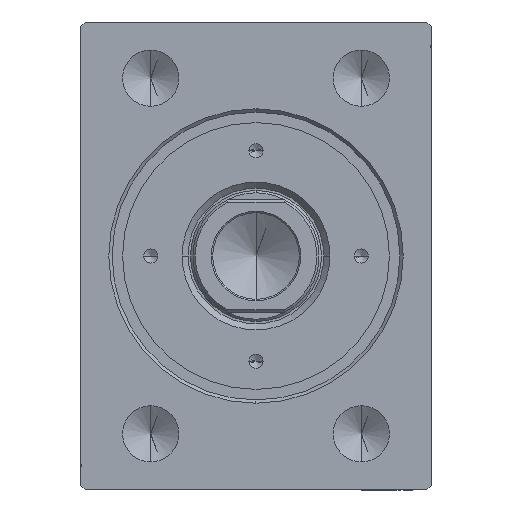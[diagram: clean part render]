
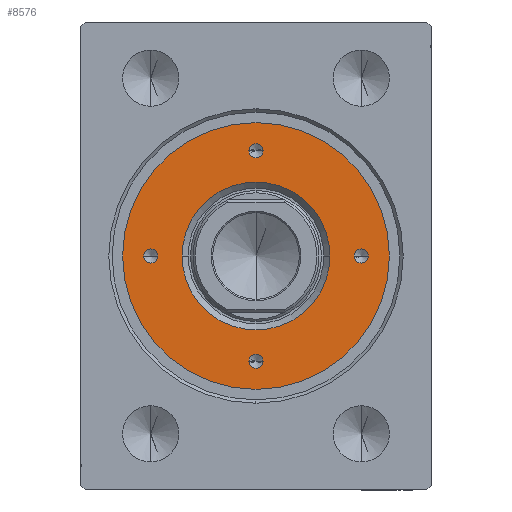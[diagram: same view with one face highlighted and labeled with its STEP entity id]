
A CAD part, left-side view. The second image highlights one B-rep face of the part: STEP entity #8576.
In plain terms, the highlighted face is planar.
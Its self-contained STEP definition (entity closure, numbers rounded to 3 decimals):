
#53 = DIRECTION ( 'NONE',  ( 1., 0., 0. ) ) ;
#998 = EDGE_CURVE ( 'NONE', #39414, #9058, #6345, .T. ) ;
#1050 = CIRCLE ( 'NONE', #8840, 28.5 ) ;
#2509 = CARTESIAN_POINT ( 'NONE',  ( 0., -22.5, 10. ) ) ;
#2778 = CIRCLE ( 'NONE', #42560, 1.5 ) ;
#3380 = CARTESIAN_POINT ( 'NONE',  ( 22.5, 0., 10. ) ) ;
#3452 = DIRECTION ( 'NONE',  ( 1., 0., 0. ) ) ;
#3516 = DIRECTION ( 'NONE',  ( 0., 0., -1. ) ) ;
#4154 = CARTESIAN_POINT ( 'NONE',  ( -22.5, 0., 10. ) ) ;
#4194 = CARTESIAN_POINT ( 'NONE',  ( 15.8, 0., 10. ) ) ;
#4245 = CIRCLE ( 'NONE', #29120, 1.5 ) ;
#4394 = CARTESIAN_POINT ( 'NONE',  ( -1.5, 22.5, 10. ) ) ;
#4503 = CARTESIAN_POINT ( 'NONE',  ( -21., 0., 10. ) ) ;
#5341 = AXIS2_PLACEMENT_3D ( 'NONE', #16020, #12456, #26043 ) ;
#5809 = DIRECTION ( 'NONE',  ( 1., 0., 0. ) ) ;
#5944 = AXIS2_PLACEMENT_3D ( 'NONE', #2509, #39890, #9385 ) ;
#6345 = CIRCLE ( 'NONE', #31196, 1.5 ) ;
#6672 = ORIENTED_EDGE ( 'NONE', *, *, #15143, .F. ) ;
#6977 = EDGE_CURVE ( 'NONE', #17907, #21713, #4245, .T. ) ;
#8047 = FACE_BOUND ( 'NONE', #10880, .T. ) ;
#8185 = DIRECTION ( 'NONE',  ( 0., 0., 1. ) ) ;
#8489 = DIRECTION ( 'NONE',  ( 0., 0., 1. ) ) ;
#8576 = ADVANCED_FACE ( 'NONE', ( #31651, #28310, #38319, #17846, #8047, #18288 ), #15166, .T. ) ;
#8840 = AXIS2_PLACEMENT_3D ( 'NONE', #12689, #22925, #29840 ) ;
#8924 = DIRECTION ( 'NONE',  ( 1., 0., 0. ) ) ;
#9034 = AXIS2_PLACEMENT_3D ( 'NONE', #4154, #40889, #27525 ) ;
#9058 = VERTEX_POINT ( 'NONE', #4394 ) ;
#9385 = DIRECTION ( 'NONE',  ( 1., 0., 0. ) ) ;
#10184 = DIRECTION ( 'NONE',  ( 0., 0., 1. ) ) ;
#10265 = DIRECTION ( 'NONE',  ( 1., 0., 0. ) ) ;
#10465 = AXIS2_PLACEMENT_3D ( 'NONE', #23692, #31036, #3452 ) ;
#10821 = CIRCLE ( 'NONE', #17242, 28.5 ) ;
#10880 = EDGE_LOOP ( 'NONE', ( #12189, #11845 ) ) ;
#11073 = CARTESIAN_POINT ( 'NONE',  ( -22.5, 0., 10. ) ) ;
#11736 = CIRCLE ( 'NONE', #28077, 15.8 ) ;
#11785 = VERTEX_POINT ( 'NONE', #19862 ) ;
#11845 = ORIENTED_EDGE ( 'NONE', *, *, #32232, .T. ) ;
#12189 = ORIENTED_EDGE ( 'NONE', *, *, #27682, .T. ) ;
#12447 = DIRECTION ( 'NONE',  ( 0., 0., 1. ) ) ;
#12456 = DIRECTION ( 'NONE',  ( 0., 0., -1. ) ) ;
#12602 = CIRCLE ( 'NONE', #9034, 1.5 ) ;
#12689 = CARTESIAN_POINT ( 'NONE',  ( 0., 0., 10. ) ) ;
#12811 = ORIENTED_EDGE ( 'NONE', *, *, #18379, .F. ) ;
#12939 = CIRCLE ( 'NONE', #17217, 1.5 ) ;
#12990 = VERTEX_POINT ( 'NONE', #4503 ) ;
#13667 = ORIENTED_EDGE ( 'NONE', *, *, #20022, .F. ) ;
#14358 = ORIENTED_EDGE ( 'NONE', *, *, #23057, .F. ) ;
#15143 = EDGE_CURVE ( 'NONE', #28040, #32845, #25739, .T. ) ;
#15166 = PLANE ( 'NONE',  #41955 ) ;
#15592 = DIRECTION ( 'NONE',  ( 0., 0., 1. ) ) ;
#16020 = CARTESIAN_POINT ( 'NONE',  ( 0., 0., 10. ) ) ;
#16276 = CARTESIAN_POINT ( 'NONE',  ( 24., 0., 10. ) ) ;
#17039 = VERTEX_POINT ( 'NONE', #19471 ) ;
#17159 = DIRECTION ( 'NONE',  ( 0., 0., 1. ) ) ;
#17217 = AXIS2_PLACEMENT_3D ( 'NONE', #28291, #24729, #10265 ) ;
#17242 = AXIS2_PLACEMENT_3D ( 'NONE', #27331, #10184, #37355 ) ;
#17433 = CARTESIAN_POINT ( 'NONE',  ( 1.5, -22.5, 10. ) ) ;
#17703 = ORIENTED_EDGE ( 'NONE', *, *, #38521, .F. ) ;
#17846 = FACE_BOUND ( 'NONE', #26936, .T. ) ;
#17907 = VERTEX_POINT ( 'NONE', #17433 ) ;
#18288 = FACE_OUTER_BOUND ( 'NONE', #35471, .T. ) ;
#18315 = ORIENTED_EDGE ( 'NONE', *, *, #6977, .F. ) ;
#18379 = EDGE_CURVE ( 'NONE', #19466, #12990, #2778, .T. ) ;
#19466 = VERTEX_POINT ( 'NONE', #37753 ) ;
#19471 = CARTESIAN_POINT ( 'NONE',  ( -15.8, 0., 10. ) ) ;
#19674 = VERTEX_POINT ( 'NONE', #24774 ) ;
#19862 = CARTESIAN_POINT ( 'NONE',  ( -28.5, 0., 10. ) ) ;
#20022 = EDGE_CURVE ( 'NONE', #32845, #28040, #12939, .T. ) ;
#21150 = EDGE_CURVE ( 'NONE', #11785, #19674, #10821, .T. ) ;
#21713 = VERTEX_POINT ( 'NONE', #40377 ) ;
#22685 = EDGE_LOOP ( 'NONE', ( #32989, #17703 ) ) ;
#22925 = DIRECTION ( 'NONE',  ( 0., 0., 1. ) ) ;
#23057 = EDGE_CURVE ( 'NONE', #21713, #17907, #42190, .T. ) ;
#23692 = CARTESIAN_POINT ( 'NONE',  ( 0., 22.5, 10. ) ) ;
#23979 = CIRCLE ( 'NONE', #10465, 1.5 ) ;
#24729 = DIRECTION ( 'NONE',  ( 0., 0., 1. ) ) ;
#24774 = CARTESIAN_POINT ( 'NONE',  ( 28.5, 0., 10. ) ) ;
#25739 = CIRCLE ( 'NONE', #37119, 1.5 ) ;
#25986 = CARTESIAN_POINT ( 'NONE',  ( 21., 0., 10. ) ) ;
#26043 = DIRECTION ( 'NONE',  ( 1., 0., 0. ) ) ;
#26936 = EDGE_LOOP ( 'NONE', ( #18315, #14358 ) ) ;
#27281 = ORIENTED_EDGE ( 'NONE', *, *, #38277, .F. ) ;
#27331 = CARTESIAN_POINT ( 'NONE',  ( 0., 0., 10. ) ) ;
#27525 = DIRECTION ( 'NONE',  ( 1., 0., 0. ) ) ;
#27682 = EDGE_CURVE ( 'NONE', #27968, #17039, #42919, .T. ) ;
#27968 = VERTEX_POINT ( 'NONE', #4194 ) ;
#28040 = VERTEX_POINT ( 'NONE', #25986 ) ;
#28077 = AXIS2_PLACEMENT_3D ( 'NONE', #29855, #3516, #5809 ) ;
#28291 = CARTESIAN_POINT ( 'NONE',  ( 22.5, 0., 10. ) ) ;
#28310 = FACE_BOUND ( 'NONE', #22685, .T. ) ;
#29120 = AXIS2_PLACEMENT_3D ( 'NONE', #42983, #15592, #8924 ) ;
#29840 = DIRECTION ( 'NONE',  ( 1., 0., 0. ) ) ;
#29855 = CARTESIAN_POINT ( 'NONE',  ( 0., 0., 10. ) ) ;
#31036 = DIRECTION ( 'NONE',  ( 0., 0., 1. ) ) ;
#31196 = AXIS2_PLACEMENT_3D ( 'NONE', #32708, #12447, #39376 ) ;
#31238 = ORIENTED_EDGE ( 'NONE', *, *, #21150, .T. ) ;
#31342 = DIRECTION ( 'NONE',  ( 1., 0., 0. ) ) ;
#31651 = FACE_BOUND ( 'NONE', #33606, .T. ) ;
#31901 = EDGE_LOOP ( 'NONE', ( #13667, #6672 ) ) ;
#32232 = EDGE_CURVE ( 'NONE', #17039, #27968, #11736, .T. ) ;
#32708 = CARTESIAN_POINT ( 'NONE',  ( 0., 22.5, 10. ) ) ;
#32845 = VERTEX_POINT ( 'NONE', #16276 ) ;
#32989 = ORIENTED_EDGE ( 'NONE', *, *, #998, .F. ) ;
#33606 = EDGE_LOOP ( 'NONE', ( #27281, #12811 ) ) ;
#35471 = EDGE_LOOP ( 'NONE', ( #31238, #41484 ) ) ;
#35639 = DIRECTION ( 'NONE',  ( 1., 0., 0. ) ) ;
#37119 = AXIS2_PLACEMENT_3D ( 'NONE', #3380, #17159, #53 ) ;
#37355 = DIRECTION ( 'NONE',  ( 1., 0., 0. ) ) ;
#37721 = CARTESIAN_POINT ( 'NONE',  ( 1.5, 22.5, 10. ) ) ;
#37753 = CARTESIAN_POINT ( 'NONE',  ( -24., 0., 10. ) ) ;
#38277 = EDGE_CURVE ( 'NONE', #12990, #19466, #12602, .T. ) ;
#38319 = FACE_BOUND ( 'NONE', #31901, .T. ) ;
#38521 = EDGE_CURVE ( 'NONE', #9058, #39414, #23979, .T. ) ;
#39376 = DIRECTION ( 'NONE',  ( 1., 0., 0. ) ) ;
#39414 = VERTEX_POINT ( 'NONE', #37721 ) ;
#39890 = DIRECTION ( 'NONE',  ( 0., 0., 1. ) ) ;
#40377 = CARTESIAN_POINT ( 'NONE',  ( -1.5, -22.5, 10. ) ) ;
#40889 = DIRECTION ( 'NONE',  ( 0., 0., 1. ) ) ;
#41484 = ORIENTED_EDGE ( 'NONE', *, *, #43962, .T. ) ;
#41955 = AXIS2_PLACEMENT_3D ( 'NONE', #42329, #8489, #35639 ) ;
#42190 = CIRCLE ( 'NONE', #5944, 1.5 ) ;
#42329 = CARTESIAN_POINT ( 'NONE',  ( 0., 0., 10. ) ) ;
#42560 = AXIS2_PLACEMENT_3D ( 'NONE', #11073, #8185, #31342 ) ;
#42919 = CIRCLE ( 'NONE', #5341, 15.8 ) ;
#42983 = CARTESIAN_POINT ( 'NONE',  ( 0., -22.5, 10. ) ) ;
#43962 = EDGE_CURVE ( 'NONE', #19674, #11785, #1050, .T. ) ;
